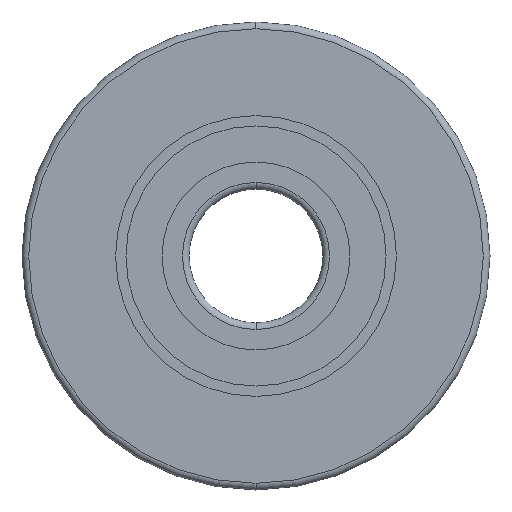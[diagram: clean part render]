
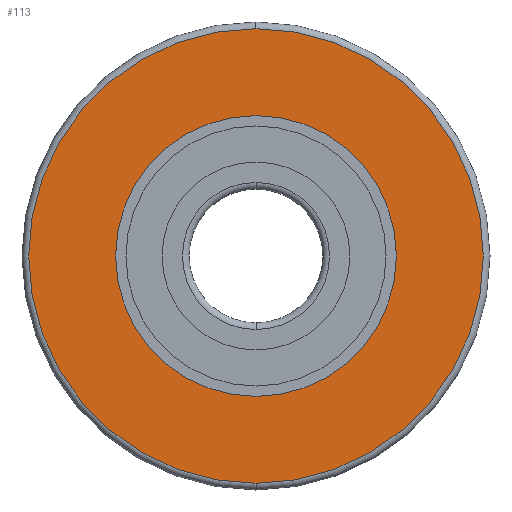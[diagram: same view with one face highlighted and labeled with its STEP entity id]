
A CAD part, left-side view. The second image highlights one B-rep face of the part: STEP entity #113.
In plain terms, the highlighted planar face has unit normal (-1, 0, 0).
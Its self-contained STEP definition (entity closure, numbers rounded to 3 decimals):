
#17 = VERTEX_POINT ( 'NONE', #2091 ) ;
#113 = ADVANCED_FACE ( 'NONE', ( #1449, #959 ), #962, .F. ) ;
#172 = DIRECTION ( 'NONE',  ( -1., 0., 0. ) ) ;
#284 = DIRECTION ( 'NONE',  ( -1., 0., 0. ) ) ;
#351 = CARTESIAN_POINT ( 'NONE',  ( -12.5, 0., 34. ) ) ;
#375 = CARTESIAN_POINT ( 'NONE',  ( -12.5, 0., 0. ) ) ;
#379 = DIRECTION ( 'NONE',  ( -1., 0., 0. ) ) ;
#487 = VERTEX_POINT ( 'NONE', #1251 ) ;
#556 = VERTEX_POINT ( 'NONE', #1930 ) ;
#754 = AXIS2_PLACEMENT_3D ( 'NONE', #1276, #172, #1466 ) ;
#761 = DIRECTION ( 'NONE',  ( 0., 0., 1. ) ) ;
#846 = CIRCLE ( 'NONE', #1469, 34. ) ;
#944 = DIRECTION ( 'NONE',  ( 0., 0., -1. ) ) ;
#959 = FACE_BOUND ( 'NONE', #1642, .T. ) ;
#962 = PLANE ( 'NONE',  #1407 ) ;
#984 = AXIS2_PLACEMENT_3D ( 'NONE', #1402, #284, #1600 ) ;
#994 = EDGE_CURVE ( 'NONE', #487, #556, #2079, .T. ) ;
#1139 = CARTESIAN_POINT ( 'NONE',  ( -12.5, 21., 0. ) ) ;
#1169 = AXIS2_PLACEMENT_3D ( 'NONE', #375, #2070, #761 ) ;
#1251 = CARTESIAN_POINT ( 'NONE',  ( -12.5, 0., -21. ) ) ;
#1276 = CARTESIAN_POINT ( 'NONE',  ( -12.5, 0., 0. ) ) ;
#1402 = CARTESIAN_POINT ( 'NONE',  ( -12.5, 0., 0. ) ) ;
#1407 = AXIS2_PLACEMENT_3D ( 'NONE', #1139, #2251, #944 ) ;
#1449 = FACE_OUTER_BOUND ( 'NONE', #2022, .T. ) ;
#1460 = EDGE_CURVE ( 'NONE', #556, #487, #2094, .T. ) ;
#1466 = DIRECTION ( 'NONE',  ( 0., 0., 1. ) ) ;
#1469 = AXIS2_PLACEMENT_3D ( 'NONE', #1500, #379, #1695 ) ;
#1500 = CARTESIAN_POINT ( 'NONE',  ( -12.5, 0., 0. ) ) ;
#1552 = ORIENTED_EDGE ( 'NONE', *, *, #1460, .F. ) ;
#1578 = VERTEX_POINT ( 'NONE', #351 ) ;
#1600 = DIRECTION ( 'NONE',  ( 0., 0., -1. ) ) ;
#1642 = EDGE_LOOP ( 'NONE', ( #1552, #1869 ) ) ;
#1695 = DIRECTION ( 'NONE',  ( 0., 0., -1. ) ) ;
#1725 = CIRCLE ( 'NONE', #984, 34. ) ;
#1757 = ORIENTED_EDGE ( 'NONE', *, *, #1883, .T. ) ;
#1849 = ORIENTED_EDGE ( 'NONE', *, *, #2336, .T. ) ;
#1869 = ORIENTED_EDGE ( 'NONE', *, *, #994, .F. ) ;
#1883 = EDGE_CURVE ( 'NONE', #1578, #17, #1725, .T. ) ;
#1930 = CARTESIAN_POINT ( 'NONE',  ( -12.5, 0., 21. ) ) ;
#2022 = EDGE_LOOP ( 'NONE', ( #1849, #1757 ) ) ;
#2070 = DIRECTION ( 'NONE',  ( -1., 0., 0. ) ) ;
#2079 = CIRCLE ( 'NONE', #1169, 21. ) ;
#2091 = CARTESIAN_POINT ( 'NONE',  ( -12.5, 0., -34. ) ) ;
#2094 = CIRCLE ( 'NONE', #754, 21. ) ;
#2251 = DIRECTION ( 'NONE',  ( 1., 0., 0. ) ) ;
#2336 = EDGE_CURVE ( 'NONE', #17, #1578, #846, .T. ) ;
